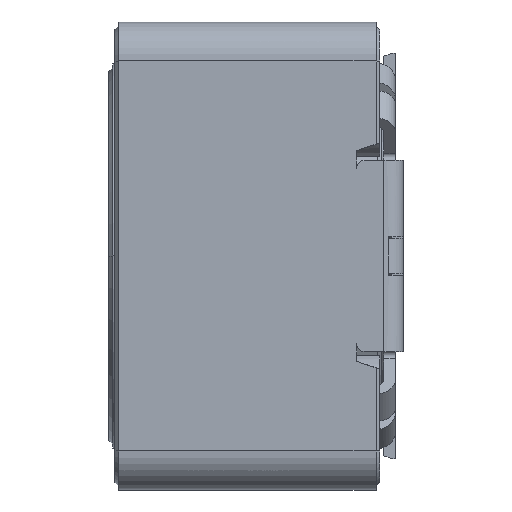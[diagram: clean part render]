
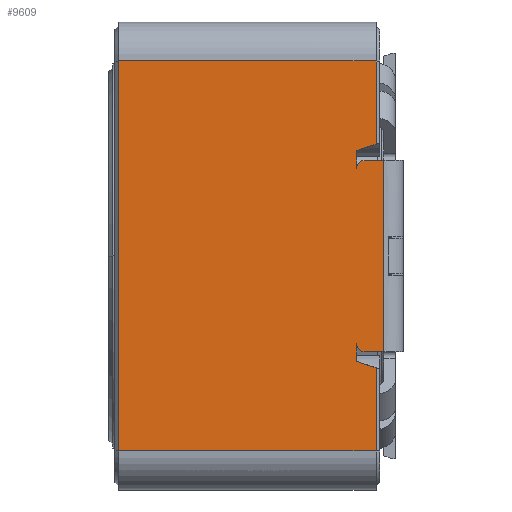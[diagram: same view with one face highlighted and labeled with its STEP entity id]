
A CAD part, left-side view. The second image highlights one B-rep face of the part: STEP entity #9609.
In plain terms, the highlighted planar face has unit normal (-1, 0, 0).
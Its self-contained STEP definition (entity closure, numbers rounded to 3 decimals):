
#903=CARTESIAN_POINT('',(-6.,0.495,-2.25));
#904=DIRECTION('',(1.,0.,0.));
#905=DIRECTION('',(0.,0.,-1.));
#906=AXIS2_PLACEMENT_3D('',#903,#904,#905);
#908=DIRECTION('',(0.,0.949,0.316));
#909=VECTOR('',#908,0.527);
#910=CARTESIAN_POINT('',(-6.,0.195,
-2.867));
#911=LINE('',#910,#909);
#912=DIRECTION('',(0.,0.,-1.));
#913=VECTOR('',#912,10.);
#914=CARTESIAN_POINT('',(-6.,6.795,5.));
#915=LINE('',#914,#913);
#916=DIRECTION('',(0.,-0.949,0.316));
#917=VECTOR('',#916,0.527);
#918=CARTESIAN_POINT('',(-6.,0.695,2.7));
#919=LINE('',#918,#917);
#920=CARTESIAN_POINT('',(-6.,0.495,2.25));
#921=DIRECTION('',(1.,0.,0.));
#922=DIRECTION('',(0.,1.,0.));
#923=AXIS2_PLACEMENT_3D('',#920,#921,#922);
#925=DIRECTION('',(0.,1.,0.));
#926=VECTOR('',#925,0.5);
#927=CARTESIAN_POINT('',(-6.,-0.005,-2.45));
#928=LINE('',#927,#926);
#937=DIRECTION('',(0.,0.,1.));
#938=VECTOR('',#937,0.45);
#939=CARTESIAN_POINT('',(-6.,0.695,2.25));
#940=LINE('',#939,#938);
#960=DIRECTION('',(0.,0.,1.));
#961=VECTOR('',#960,0.45);
#962=CARTESIAN_POINT('',(-6.,0.695,-2.7));
#963=LINE('',#962,#961);
#1082=DIRECTION('',(0.,0.,1.));
#1083=VECTOR('',#1082,4.9);
#1084=CARTESIAN_POINT('',(-6.,-0.005,-2.45));
#1085=LINE('',#1084,#1083);
#1107=DIRECTION('',(0.,1.,0.));
#1108=VECTOR('',#1107,0.5);
#1109=CARTESIAN_POINT('',(-6.,-0.005,2.45));
#1110=LINE('',#1109,#1108);
#3182=DIRECTION('',(0.,0.,-1.));
#3183=VECTOR('',#3182,2.133);
#3184=CARTESIAN_POINT('',(-6.,0.195,
-2.867));
#3185=LINE('',#3184,#3183);
#3334=DIRECTION('',(0.,-1.,0.));
#3335=VECTOR('',#3334,6.6);
#3336=CARTESIAN_POINT('',(-6.,6.795,-5.));
#3337=LINE('',#3336,#3335);
#4884=DIRECTION('',(0.,0.,-1.));
#4885=VECTOR('',#4884,2.133);
#4886=CARTESIAN_POINT('',(-6.,0.195,5.));
#4887=LINE('',#4886,#4885);
#4937=DIRECTION('',(0.,1.,0.));
#4938=VECTOR('',#4937,6.6);
#4939=CARTESIAN_POINT('',(-6.,0.195,5.));
#4940=LINE('',#4939,#4938);
#6808=CARTESIAN_POINT('',(-6.,6.795,5.));
#6809=CARTESIAN_POINT('',(-6.,6.795,-5.));
#6810=VERTEX_POINT('',#6808);
#6811=VERTEX_POINT('',#6809);
#6866=CARTESIAN_POINT('',(-6.,0.195,5.));
#6867=CARTESIAN_POINT('',(-6.,0.195,
2.867));
#6868=VERTEX_POINT('',#6866);
#6869=VERTEX_POINT('',#6867);
#6870=CARTESIAN_POINT('',(-6.,0.695,2.7));
#6871=VERTEX_POINT('',#6870);
#6872=CARTESIAN_POINT('',(-6.,0.195,
-2.867));
#6873=CARTESIAN_POINT('',(-6.,0.695,-2.7));
#6874=VERTEX_POINT('',#6872);
#6875=VERTEX_POINT('',#6873);
#6876=CARTESIAN_POINT('',(-6.,0.195,-5.));
#6877=VERTEX_POINT('',#6876);
#7097=CARTESIAN_POINT('',(-6.,-0.005,-2.45));
#7099=VERTEX_POINT('',#7097);
#7100=CARTESIAN_POINT('',(-6.,0.495,-2.45));
#7101=VERTEX_POINT('',#7100);
#7102=CARTESIAN_POINT('',(-6.,-0.005,2.45));
#7103=VERTEX_POINT('',#7102);
#7104=CARTESIAN_POINT('',(-6.,0.495,2.45));
#7105=VERTEX_POINT('',#7104);
#8270=CARTESIAN_POINT('',(-6.,0.695,-2.25));
#8271=VERTEX_POINT('',#8270);
#8272=CARTESIAN_POINT('',(-6.,0.695,2.25));
#8273=VERTEX_POINT('',#8272);
#9575=CARTESIAN_POINT('',(-6.,0.345,0.));
#9576=DIRECTION('',(1.,0.,0.));
#9577=DIRECTION('',(0.,-1.,0.));
#9578=AXIS2_PLACEMENT_3D('',#9575,#9576,#9577);
#9579=PLANE('',#9578);
#9581=ORIENTED_EDGE('',*,*,#9580,.T.);
#9583=ORIENTED_EDGE('',*,*,#9582,.F.);
#9585=ORIENTED_EDGE('',*,*,#9584,.F.);
#9587=ORIENTED_EDGE('',*,*,#9586,.T.);
#9589=ORIENTED_EDGE('',*,*,#9588,.F.);
#9590=ORIENTED_EDGE('',*,*,#9539,.F.);
#9592=ORIENTED_EDGE('',*,*,#9591,.F.);
#9594=ORIENTED_EDGE('',*,*,#9593,.T.);
#9596=ORIENTED_EDGE('',*,*,#9595,.F.);
#9598=ORIENTED_EDGE('',*,*,#9597,.F.);
#9600=ORIENTED_EDGE('',*,*,#9599,.T.);
#9602=ORIENTED_EDGE('',*,*,#9601,.F.);
#9604=ORIENTED_EDGE('',*,*,#9603,.F.);
#9606=ORIENTED_EDGE('',*,*,#9605,.T.);
#9607=EDGE_LOOP('',(#9581,#9583,#9585,#9587,#9589,#9590,#9592,#9594,#9596,#9598,
#9600,#9602,#9604,#9606));
#9608=FACE_OUTER_BOUND('',#9607,.F.);
#907=CIRCLE('',#906,0.2);
#924=CIRCLE('',#923,0.2);
#9539=EDGE_CURVE('',#6810,#6811,#915,.T.);
#9580=EDGE_CURVE('',#7101,#8271,#907,.T.);
#9582=EDGE_CURVE('',#6875,#8271,#963,.T.);
#9584=EDGE_CURVE('',#6874,#6875,#911,.T.);
#9586=EDGE_CURVE('',#6874,#6877,#3185,.T.);
#9588=EDGE_CURVE('',#6811,#6877,#3337,.T.);
#9591=EDGE_CURVE('',#6868,#6810,#4940,.T.);
#9593=EDGE_CURVE('',#6868,#6869,#4887,.T.);
#9595=EDGE_CURVE('',#6871,#6869,#919,.T.);
#9597=EDGE_CURVE('',#8273,#6871,#940,.T.);
#9599=EDGE_CURVE('',#8273,#7105,#924,.T.);
#9601=EDGE_CURVE('',#7103,#7105,#1110,.T.);
#9603=EDGE_CURVE('',#7099,#7103,#1085,.T.);
#9605=EDGE_CURVE('',#7099,#7101,#928,.T.);
#9609=ADVANCED_FACE('',(#9608),#9579,.F.);
